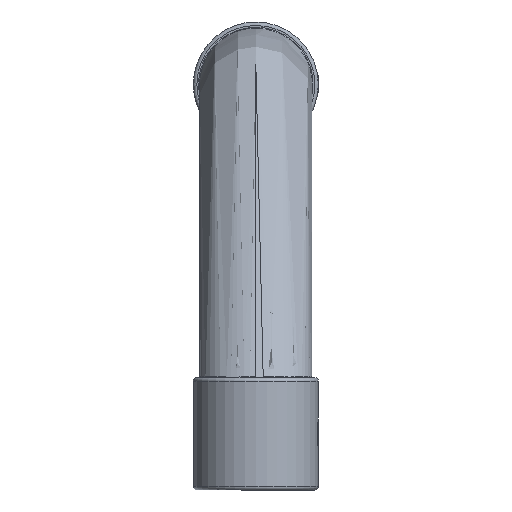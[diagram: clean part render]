
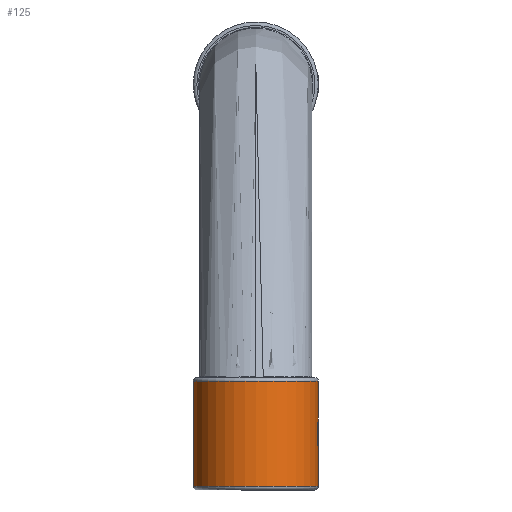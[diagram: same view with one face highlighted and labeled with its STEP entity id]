
A CAD part, front view. The second image highlights one B-rep face of the part: STEP entity #125.
In plain terms, the highlighted cylindrical face has radius 17.8 mm (diameter 35.6 mm), a full revolution.
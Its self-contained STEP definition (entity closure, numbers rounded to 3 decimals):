
#125=ADVANCED_FACE('',(#2092,#2094,#2096),#2098,.T.);
#2092=FACE_BOUND('',#2093,.T.);
#2093=EDGE_LOOP('',(#3947,#3948));
#2094=FACE_BOUND('',#2095,.T.);
#2095=EDGE_LOOP('',(#3949,#3950));
#2096=FACE_BOUND('',#2097,.T.);
#2097=EDGE_LOOP('',(#3951,#3952,#3953,#3954));
#2098=CYLINDRICAL_SURFACE('',#2099,17.8);
#2099=AXIS2_PLACEMENT_3D('',#2100,#2101,#2102);
#2100=CARTESIAN_POINT('',(0.,-98.6,-16.));
#2101=DIRECTION('',(0.,-0.,1.));
#2102=DIRECTION('',(0.,-1.,0.));
#3947=ORIENTED_EDGE('',*,*,#5340,.F.);
#3948=ORIENTED_EDGE('',*,*,#5341,.F.);
#3949=ORIENTED_EDGE('',*,*,#5329,.T.);
#3950=ORIENTED_EDGE('',*,*,#5328,.T.);
#3951=ORIENTED_EDGE('',*,*,#5342,.F.);
#3952=ORIENTED_EDGE('',*,*,#5343,.F.);
#3953=ORIENTED_EDGE('',*,*,#5344,.F.);
#3954=ORIENTED_EDGE('',*,*,#5345,.F.);
#5328=EDGE_CURVE('',#5951,#5952,#5953,.T.);
#5329=EDGE_CURVE('',#5952,#5951,#5954,.T.);
#5340=EDGE_CURVE('',#5975,#5976,#5977,.T.);
#5341=EDGE_CURVE('',#5976,#5975,#5978,.T.);
#5342=EDGE_CURVE('',#5979,#5980,#5981,.T.);
#5343=EDGE_CURVE('',#5982,#5979,#5983,.F.);
#5344=EDGE_CURVE('',#5984,#5982,#5985,.F.);
#5345=EDGE_CURVE('',#5980,#5984,#5986,.T.);
#5951=VERTEX_POINT('',#7279);
#5952=VERTEX_POINT('',#7280);
#5953=CIRCLE('',#7281,17.8);
#5954=CIRCLE('',#7285,17.8);
#5975=VERTEX_POINT('',#7681);
#5976=VERTEX_POINT('',#7682);
#5977=CIRCLE('',#7683,17.8);
#5978=CIRCLE('',#7687,17.8);
#5979=VERTEX_POINT('',#7691);
#5980=VERTEX_POINT('',#7692);
#5981=LINE('',#7693,#7694);
#5982=VERTEX_POINT('',#7696);
#5983=CIRCLE('',#7697,17.8);
#5984=VERTEX_POINT('',#7701);
#5985=LINE('',#7702,#7703);
#5986=CIRCLE('',#7705,17.8);
#7279=CARTESIAN_POINT('',(0.,-116.4,-15.));
#7280=CARTESIAN_POINT('',(0.,-80.8,-15.));
#7281=AXIS2_PLACEMENT_3D('',#7282,#7283,#7284);
#7282=CARTESIAN_POINT('',(0.,-98.6,-15.));
#7283=DIRECTION('',(0.,0.,1.));
#7284=DIRECTION('',(0.,-1.,0.));
#7285=AXIS2_PLACEMENT_3D('',#7286,#7287,#7288);
#7286=CARTESIAN_POINT('',(0.,-98.6,-15.));
#7287=DIRECTION('',(0.,0.,1.));
#7288=DIRECTION('',(0.,1.,0.));
#7681=CARTESIAN_POINT('',(0.,-116.4,15.));
#7682=CARTESIAN_POINT('',(0.,-80.8,15.));
#7683=AXIS2_PLACEMENT_3D('',#7684,#7685,#7686);
#7684=CARTESIAN_POINT('',(0.,-98.6,15.));
#7685=DIRECTION('',(0.,0.,1.));
#7686=DIRECTION('',(0.,-1.,0.));
#7687=AXIS2_PLACEMENT_3D('',#7688,#7689,#7690);
#7688=CARTESIAN_POINT('',(0.,-98.6,15.));
#7689=DIRECTION('',(0.,0.,1.));
#7690=DIRECTION('',(0.,1.,0.));
#7691=CARTESIAN_POINT('',(17.521,-101.741,3.345));
#7692=CARTESIAN_POINT('',(17.521,-101.741,-3.251));
#7693=CARTESIAN_POINT('',(17.521,-101.741,3.345));
#7694=VECTOR('',#7695,1.);
#7695=DIRECTION('',(0.,0.,-1.));
#7696=CARTESIAN_POINT('',(17.521,-95.459,3.345));
#7697=AXIS2_PLACEMENT_3D('',#7698,#7699,#7700);
#7698=CARTESIAN_POINT('',(0.,-98.6,3.345));
#7699=DIRECTION('',(0.,0.,1.));
#7700=DIRECTION('',(0.984,-0.176,0.));
#7701=CARTESIAN_POINT('',(17.521,-95.459,-3.251));
#7702=CARTESIAN_POINT('',(17.521,-95.459,3.345));
#7703=VECTOR('',#7704,1.);
#7704=DIRECTION('',(0.,0.,-1.));
#7705=AXIS2_PLACEMENT_3D('',#7706,#7707,#7708);
#7706=CARTESIAN_POINT('',(0.,-98.6,-3.251));
#7707=DIRECTION('',(-0.,0.,1.));
#7708=DIRECTION('',(0.984,-0.176,0.));
